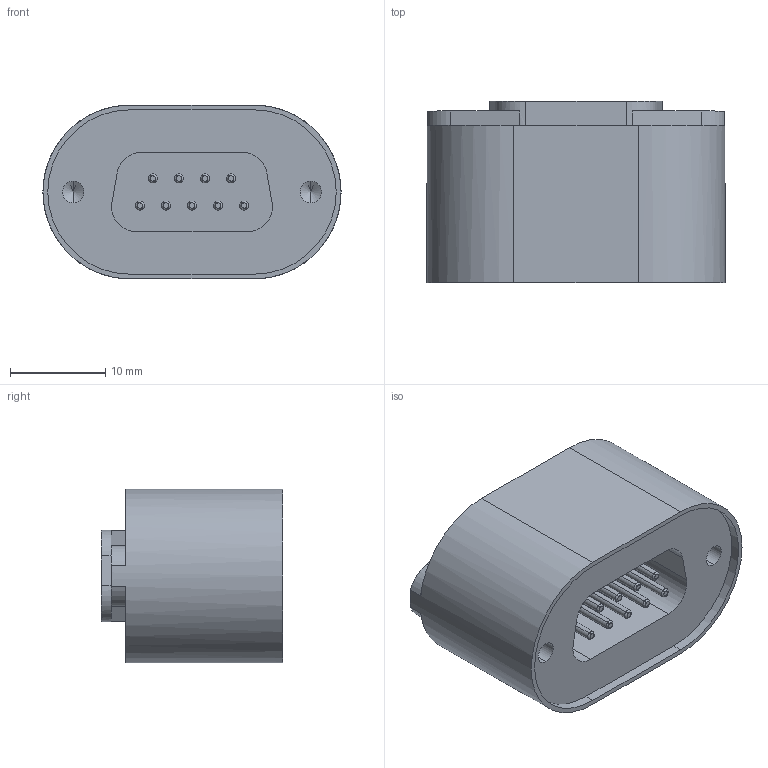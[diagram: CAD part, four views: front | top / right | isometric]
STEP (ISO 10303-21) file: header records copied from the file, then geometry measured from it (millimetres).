
FILE_DESCRIPTION (( 'STEP AP214' ), '1' );
FILE_NAME ('XSD-9.step', '2017-07-10T06:50:54', ( 'install' ), ( '' ), 'SwSTEP 2.0', 'SolidWorks 2015', '' );
FILE_SCHEMA (( 'AUTOMOTIVE_DESIGN' ));
Length unit declared in the file: inch
Products named in the file (1): XSD-9
Bounding box: 31.34 x 19.05 x 18.29 mm (x, y, z)
Volume: 6392.6 mm3; surface area: 3845.3 mm2
Topology: 1 solids, 1 shells, 173 faces, 406 edges, 252 vertices
Faces by surface type: cylinder 82, plane 47, bspline 36, cone 8
Entity records: 5372 total; most frequent: CARTESIAN_POINT 1476, DIRECTION 842, ORIENTED_EDGE 796, EDGE_CURVE 398, AXIS2_PLACEMENT_3D 346, VERTEX_POINT 252, CIRCLE 208, EDGE_LOOP 198
